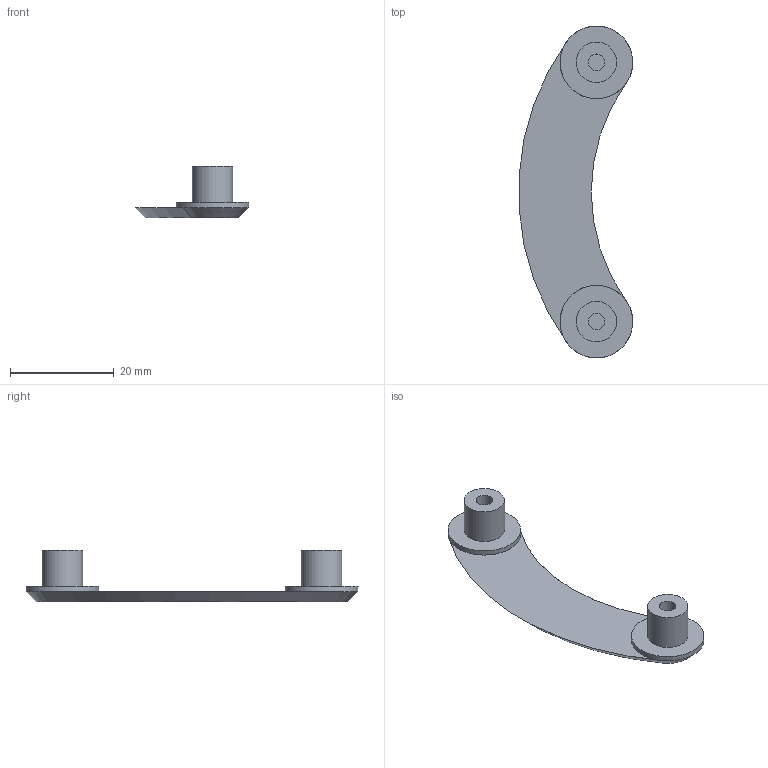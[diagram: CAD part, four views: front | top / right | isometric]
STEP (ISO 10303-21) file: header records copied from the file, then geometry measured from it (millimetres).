
FILE_DESCRIPTION(('FreeCAD Model'),'2;1');
FILE_NAME( 'yaw-bearing-bracket.step', '2019-10-22T22:35:47',('Author'),(''), 'Open CASCADE STEP processor 7.3','FreeCAD','Unknown');
FILE_SCHEMA(('AUTOMOTIVE_DESIGN { 1 0 10303 214 1 1 1 1 }'));
Length unit declared in the file: millimetre
Products named in the file (1): Pocket102
Bounding box: 21.88 x 63.96 x 10 mm (x, y, z)
Volume: 2249.1 mm3; surface area: 2584.2 mm2
Topology: 1 solids, 1 shells, 36 faces, 78 edges, 50 vertices
Faces by surface type: plane 22, cylinder 8, cone 6
Full cylindrical faces by diameter (mm): 3.2 x2, 7.8 x2, 14 x2
Entity records: 2017 total; most frequent: CARTESIAN_POINT 365, DIRECTION 315, LINE 174, VECTOR 174, ORIENTED_EDGE 156, PCURVE 156, DEFINITIONAL_REPRESENTATION 156, EDGE_CURVE 78
